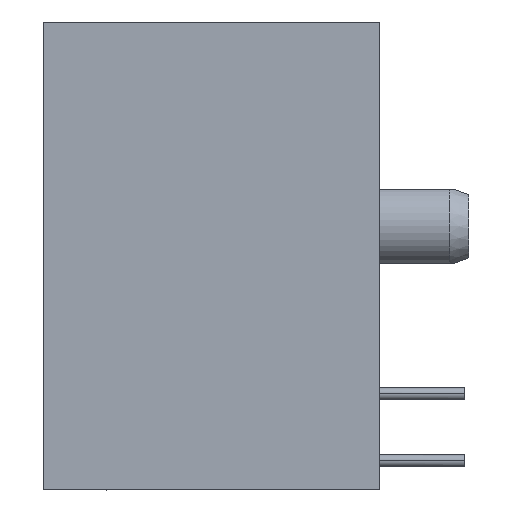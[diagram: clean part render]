
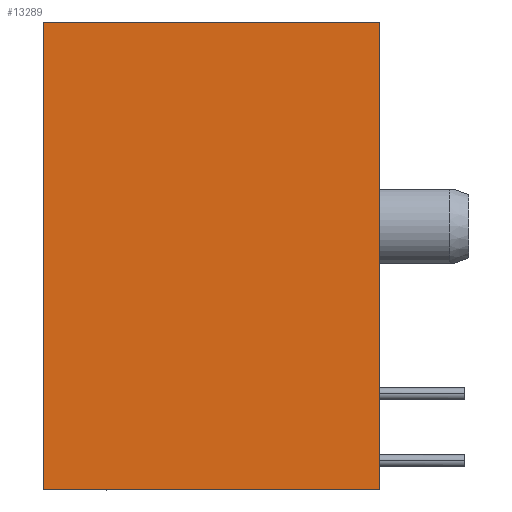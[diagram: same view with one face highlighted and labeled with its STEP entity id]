
A CAD part, left-side view. The second image highlights one B-rep face of the part: STEP entity #13289.
In plain terms, the highlighted planar face has unit normal (-1, 0, 0).
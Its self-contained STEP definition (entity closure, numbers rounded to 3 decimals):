
#1526=DIRECTION('',(0.,0.,1.));
#1527=VECTOR('',#1526,17.75);
#1528=CARTESIAN_POINT('',(-7.8,0.,-0.12));
#1529=LINE('',#1528,#1527);
#2879=DIRECTION('',(0.,-1.,0.));
#2880=VECTOR('',#2879,12.75);
#2881=CARTESIAN_POINT('',(-7.8,12.75,-0.12));
#2882=LINE('',#2881,#2880);
#2923=DIRECTION('',(0.,0.,-1.));
#2924=VECTOR('',#2923,17.75);
#2925=CARTESIAN_POINT('',(-7.8,12.75,17.63));
#2926=LINE('',#2925,#2924);
#2955=DIRECTION('',(0.,1.,0.));
#2956=VECTOR('',#2955,12.75);
#2957=CARTESIAN_POINT('',(-7.8,0.,17.63));
#2958=LINE('',#2957,#2956);
#9414=CARTESIAN_POINT('',(-7.8,12.75,-0.12));
#9415=CARTESIAN_POINT('',(-7.8,0.,-0.12));
#9416=VERTEX_POINT('',#9414);
#9417=VERTEX_POINT('',#9415);
#9442=CARTESIAN_POINT('',(-7.8,0.,17.63));
#9443=VERTEX_POINT('',#9442);
#9444=CARTESIAN_POINT('',(-7.8,12.75,17.63));
#9445=VERTEX_POINT('',#9444);
#13276=CARTESIAN_POINT('',(-7.8,6.375,8.755));
#13277=DIRECTION('',(1.,0.,0.));
#13278=DIRECTION('',(0.,-1.,0.));
#13279=AXIS2_PLACEMENT_3D('',#13276,#13277,#13278);
#13280=PLANE('',#13279);
#13281=ORIENTED_EDGE('',*,*,#12052,.F.);
#13282=ORIENTED_EDGE('',*,*,#13235,.F.);
#13284=ORIENTED_EDGE('',*,*,#13283,.F.);
#13286=ORIENTED_EDGE('',*,*,#13285,.F.);
#13287=EDGE_LOOP('',(#13281,#13282,#13284,#13286));
#13288=FACE_OUTER_BOUND('',#13287,.F.);
#13289=ADVANCED_FACE('',(#13288),#13280,.F.);
#12052=EDGE_CURVE('',#9417,#9443,#1529,.T.);
#13235=EDGE_CURVE('',#9416,#9417,#2882,.T.);
#13283=EDGE_CURVE('',#9445,#9416,#2926,.T.);
#13285=EDGE_CURVE('',#9443,#9445,#2958,.T.);
